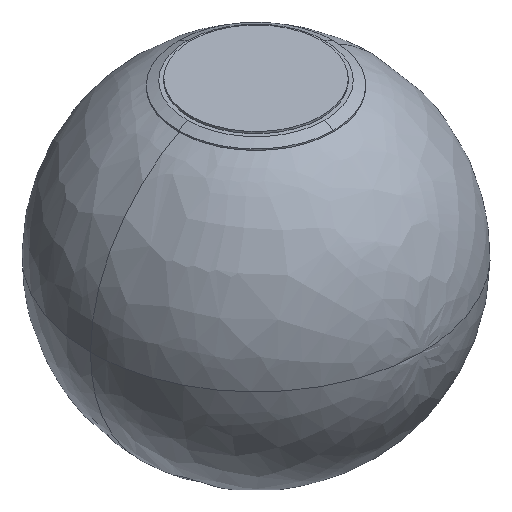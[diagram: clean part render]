
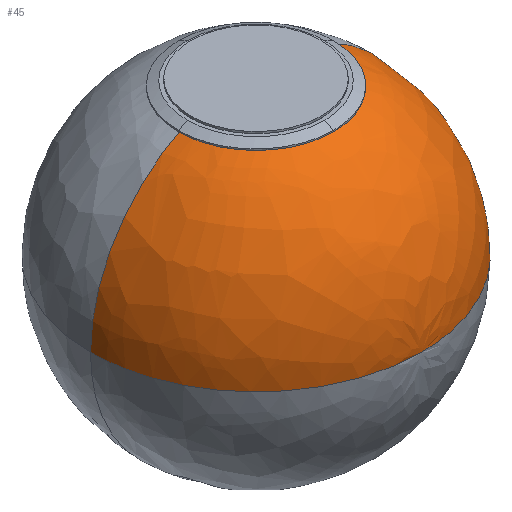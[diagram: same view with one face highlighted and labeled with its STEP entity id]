
A CAD part, isometric view. The second image highlights one B-rep face of the part: STEP entity #45.
In plain terms, the highlighted free-form (B-spline) face has degree [2, 2] with [5, 3] control points.
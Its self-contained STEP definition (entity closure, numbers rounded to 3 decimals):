
#45=ADVANCED_FACE($,(#105),#725,.T.);
#105=FACE_OUTER_BOUND($,#167,.T.);
#167=EDGE_LOOP($,(#304,#305,#306,#307,#308,#309));
#304=ORIENTED_EDGE($,*,*,#527,.T.);
#305=ORIENTED_EDGE($,*,*,#518,.F.);
#306=ORIENTED_EDGE($,*,*,#523,.F.);
#307=ORIENTED_EDGE($,*,*,#525,.F.);
#308=ORIENTED_EDGE($,*,*,#526,.F.);
#309=ORIENTED_EDGE($,*,*,#524,.F.);
#518=EDGE_CURVE($,#638,#639,#817,.T.);
#523=EDGE_CURVE($,#641,#638,#822,.T.);
#524=EDGE_CURVE($,#636,#640,#823,.T.);
#525=EDGE_CURVE($,#643,#641,#824,.T.);
#526=EDGE_CURVE($,#640,#643,#825,.T.);
#527=EDGE_CURVE($,#636,#639,#769,.T.);
#636=VERTEX_POINT($,#1734);
#638=VERTEX_POINT($,#1736);
#639=VERTEX_POINT($,#1737);
#640=VERTEX_POINT($,#1738);
#641=VERTEX_POINT($,#1739);
#643=VERTEX_POINT($,#1741);
#725=(
BOUNDED_SURFACE()
B_SPLINE_SURFACE(2,2,((#1695,#1696,#1697),(#1698,#1699,#1700),(#1701,#1702,
#1703),(#1704,#1705,#1706),(#1707,#1708,#1709)),.UNSPECIFIED.,.F.,.F.,.F.)
B_SPLINE_SURFACE_WITH_KNOTS((3,2,3),(3,3),(257.219,385.829,
514.439),(0.,264.472),.UNSPECIFIED.)
GEOMETRIC_REPRESENTATION_ITEM()
RATIONAL_B_SPLINE_SURFACE(((1.,0.707,1.),(0.707,
0.5,0.707),(1.,0.707,1.),(0.707,0.5,
0.707),(1.,0.707,1.)))
REPRESENTATION_ITEM($)
SURFACE()
);
#769=B_SPLINE_CURVE_WITH_KNOTS($,3,(#1446,#1447,#1448,#1449,#1450,#1451,
#1452,#1453,#1454,#1455,#1456,#1457,#1458,#1459,#1460,#1461,#1462,#1463,
#1464,#1465,#1466,#1467,#1468,#1469,#1470,#1471,#1472,#1473,#1474,#1475),
.UNSPECIFIED.,.F.,.F.,(4,2,2,2,2,2,2,2,2,2,2,2,2,2,4),(-239.903,
-224.894,-209.903,-194.904,-187.395,-179.886,
-172.378,-164.871,-157.384,-149.898,
-142.413,-134.929,-131.185,-127.44,-119.952),
.UNSPECIFIED.);
#817=(
BOUNDED_CURVE()
B_SPLINE_CURVE(2,(#1417,#1418,#1419),.UNSPECIFIED.,.F.,.F.)
B_SPLINE_CURVE_WITH_KNOTS((3,3),(0.,119.952),.UNSPECIFIED.)
CURVE()
GEOMETRIC_REPRESENTATION_ITEM()
RATIONAL_B_SPLINE_CURVE((1.,0.707,1.))
REPRESENTATION_ITEM($)
);
#822=(
BOUNDED_CURVE()
B_SPLINE_CURVE(2,(#1434,#1435,#1436),.UNSPECIFIED.,.F.,.F.)
B_SPLINE_CURVE_WITH_KNOTS((3,3),(257.219,347.682),.UNSPECIFIED.)
CURVE()
GEOMETRIC_REPRESENTATION_ITEM()
RATIONAL_B_SPLINE_CURVE((1.,0.847,1.))
REPRESENTATION_ITEM($)
);
#823=(
BOUNDED_CURVE()
B_SPLINE_CURVE(2,(#1437,#1438,#1439),.UNSPECIFIED.,.F.,.F.)
B_SPLINE_CURVE_WITH_KNOTS((3,3),(423.977,514.439),.UNSPECIFIED.)
CURVE()
GEOMETRIC_REPRESENTATION_ITEM()
RATIONAL_B_SPLINE_CURVE((1.,0.847,1.))
REPRESENTATION_ITEM($)
);
#824=(
BOUNDED_CURVE()
B_SPLINE_CURVE(2,(#1440,#1441,#1442),.UNSPECIFIED.,.F.,.F.)
B_SPLINE_CURVE_WITH_KNOTS((3,3),(0.,264.472),.UNSPECIFIED.)
CURVE()
GEOMETRIC_REPRESENTATION_ITEM()
RATIONAL_B_SPLINE_CURVE((1.,0.707,1.))
REPRESENTATION_ITEM($)
);
#825=(
BOUNDED_CURVE()
B_SPLINE_CURVE(2,(#1443,#1444,#1445),.UNSPECIFIED.,.F.,.F.)
B_SPLINE_CURVE_WITH_KNOTS((3,3),(-264.472,0.),.UNSPECIFIED.)
CURVE()
GEOMETRIC_REPRESENTATION_ITEM()
RATIONAL_B_SPLINE_CURVE((1.,0.707,1.))
REPRESENTATION_ITEM($)
);
#1417=CARTESIAN_POINT($,(-76.364,0.,-6.002));
#1418=CARTESIAN_POINT($,(-76.364,-76.364,-6.002));
#1419=CARTESIAN_POINT($,(0.,-76.364,-6.002));
#1434=CARTESIAN_POINT($,(-175.,0.,-163.462));
#1435=CARTESIAN_POINT($,(-175.,0.,-53.838));
#1436=CARTESIAN_POINT($,(-76.364,0.,-6.002));
#1437=CARTESIAN_POINT($,(76.364,0.,-6.002));
#1438=CARTESIAN_POINT($,(175.,0.,-53.838));
#1439=CARTESIAN_POINT($,(175.,0.,-163.462));
#1440=CARTESIAN_POINT($,(0.,-175.,-163.462));
#1441=CARTESIAN_POINT($,(-175.,-175.,-163.462));
#1442=CARTESIAN_POINT($,(-175.,0.,-163.462));
#1443=CARTESIAN_POINT($,(175.,0.,-163.462));
#1444=CARTESIAN_POINT($,(175.,-175.,-163.462));
#1445=CARTESIAN_POINT($,(0.,-175.,-163.462));
#1446=CARTESIAN_POINT($,(76.364,0.,-6.002));
#1447=CARTESIAN_POINT($,(76.364,-3.721,-6.002));
#1448=CARTESIAN_POINT($,(76.093,-7.491,-6.002));
#1449=CARTESIAN_POINT($,(74.956,-15.093,-6.002));
#1450=CARTESIAN_POINT($,(74.091,-18.923,-6.002));
#1451=CARTESIAN_POINT($,(71.693,-26.604,-6.002));
#1452=CARTESIAN_POINT($,(70.159,-30.455,-6.002));
#1453=CARTESIAN_POINT($,(67.274,-36.198,-6.002));
#1454=CARTESIAN_POINT($,(66.213,-38.108,-6.002));
#1455=CARTESIAN_POINT($,(63.878,-41.904,-6.002));
#1456=CARTESIAN_POINT($,(62.604,-43.789,-6.002));
#1457=CARTESIAN_POINT($,(59.82,-47.523,-6.002));
#1458=CARTESIAN_POINT($,(58.309,-49.371,-6.002));
#1459=CARTESIAN_POINT($,(55.031,-53.,-6.002));
#1460=CARTESIAN_POINT($,(53.258,-54.788,-6.002));
#1461=CARTESIAN_POINT($,(49.431,-58.264,-6.002));
#1462=CARTESIAN_POINT($,(47.368,-59.96,-6.002));
#1463=CARTESIAN_POINT($,(42.919,-63.222,-6.002));
#1464=CARTESIAN_POINT($,(40.53,-64.789,-6.002));
#1465=CARTESIAN_POINT($,(35.383,-67.737,-6.002));
#1466=CARTESIAN_POINT($,(32.631,-69.114,-6.002));
#1467=CARTESIAN_POINT($,(26.765,-71.59,-6.002));
#1468=CARTESIAN_POINT($,(23.671,-72.68,-6.002));
#1469=CARTESIAN_POINT($,(18.815,-74.029,-6.002));
#1470=CARTESIAN_POINT($,(17.16,-74.431,-6.002));
#1471=CARTESIAN_POINT($,(13.778,-75.13,-6.002));
#1472=CARTESIAN_POINT($,(12.067,-75.424,-6.002));
#1473=CARTESIAN_POINT($,(6.925,-76.128,-6.002));
#1474=CARTESIAN_POINT($,(3.468,-76.364,-6.002));
#1475=CARTESIAN_POINT($,(0.,-76.364,-6.002));
#1695=CARTESIAN_POINT($,(0.,-175.,-163.462));
#1696=CARTESIAN_POINT($,(-175.,-175.,-163.462));
#1697=CARTESIAN_POINT($,(-175.,0.,-163.462));
#1698=CARTESIAN_POINT($,(0.,-175.,-163.462));
#1699=CARTESIAN_POINT($,(-175.,-175.,11.538));
#1700=CARTESIAN_POINT($,(-175.,0.,11.538));
#1701=CARTESIAN_POINT($,(0.,-175.,-163.462));
#1702=CARTESIAN_POINT($,(0.,-175.,11.538));
#1703=CARTESIAN_POINT($,(0.,0.,11.538));
#1704=CARTESIAN_POINT($,(0.,-175.,-163.462));
#1705=CARTESIAN_POINT($,(175.,-175.,11.538));
#1706=CARTESIAN_POINT($,(175.,0.,11.538));
#1707=CARTESIAN_POINT($,(0.,-175.,-163.462));
#1708=CARTESIAN_POINT($,(175.,-175.,-163.462));
#1709=CARTESIAN_POINT($,(175.,0.,-163.462));
#1734=CARTESIAN_POINT($,(76.364,0.,-6.002));
#1736=CARTESIAN_POINT($,(-76.364,0.,-6.002));
#1737=CARTESIAN_POINT($,(0.,-76.364,-6.002));
#1738=CARTESIAN_POINT($,(175.,0.,-163.462));
#1739=CARTESIAN_POINT($,(-175.,0.,-163.462));
#1741=CARTESIAN_POINT($,(0.,-175.,-163.462));
